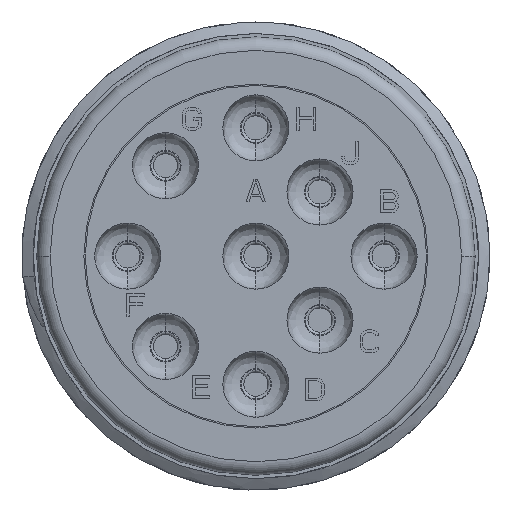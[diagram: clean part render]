
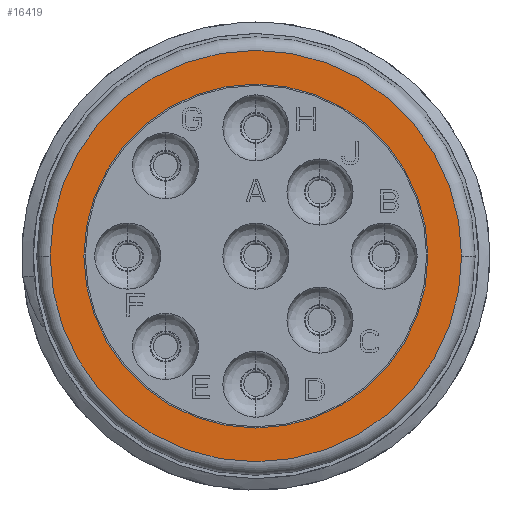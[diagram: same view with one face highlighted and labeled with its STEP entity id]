
A CAD part, left-side view. The second image highlights one B-rep face of the part: STEP entity #16419.
In plain terms, the highlighted planar face has unit normal (-1, 0, 0).
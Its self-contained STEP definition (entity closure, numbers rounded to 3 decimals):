
#4494=CARTESIAN_POINT('',(-2.7,0.,0.));
#4495=DIRECTION('',(-1.,0.,0.));
#4496=DIRECTION('',(0.,1.,0.));
#4497=AXIS2_PLACEMENT_3D('',#4494,#4495,#4496);
#4514=CARTESIAN_POINT('',(-2.7,0.,0.));
#4515=DIRECTION('',(1.,0.,0.));
#4516=DIRECTION('',(0.,1.,0.));
#4517=AXIS2_PLACEMENT_3D('',#4514,#4515,#4516);
#7874=CARTESIAN_POINT('',(-2.7,0.,0.));
#7875=DIRECTION('',(-1.,0.,0.));
#7876=DIRECTION('',(0.,1.,0.));
#7877=AXIS2_PLACEMENT_3D('',#7874,#7875,#7876);
#7883=CARTESIAN_POINT('',(-2.7,0.,0.));
#7884=DIRECTION('',(-1.,0.,0.));
#7885=DIRECTION('',(0.,-1.,0.));
#7886=AXIS2_PLACEMENT_3D('',#7883,#7884,#7885);
#10034=CARTESIAN_POINT('',(-2.7,12.75,0.));
#10035=CARTESIAN_POINT('',(-2.7,-12.75,0.));
#10036=VERTEX_POINT('',#10034);
#10037=VERTEX_POINT('',#10035);
#10038=CARTESIAN_POINT('',(-2.7,15.25,0.));
#10039=CARTESIAN_POINT('',(-2.7,-15.25,0.));
#10040=VERTEX_POINT('',#10038);
#10041=VERTEX_POINT('',#10039);
#16403=CARTESIAN_POINT('',(-2.7,0.,0.));
#16404=DIRECTION('',(1.,0.,0.));
#16405=DIRECTION('',(0.,-1.,0.));
#16406=AXIS2_PLACEMENT_3D('',#16403,#16404,#16405);
#16407=PLANE('',#16406);
#16408=ORIENTED_EDGE('',*,*,#16393,.F.);
#16410=ORIENTED_EDGE('',*,*,#16409,.F.);
#16411=EDGE_LOOP('',(#16408,#16410));
#16412=FACE_OUTER_BOUND('',#16411,.F.);
#16414=ORIENTED_EDGE('',*,*,#16413,.F.);
#16416=ORIENTED_EDGE('',*,*,#16415,.T.);
#16417=EDGE_LOOP('',(#16414,#16416));
#16418=FACE_BOUND('',#16417,.F.);
#16419=ADVANCED_FACE('',(#16412,#16418),#16407,.F.);
#4498=CIRCLE('',#4497,15.25);
#4518=CIRCLE('',#4517,12.75);
#7878=CIRCLE('',#7877,12.75);
#7887=CIRCLE('',#7886,15.25);
#16393=EDGE_CURVE('',#10040,#10041,#4498,.T.);
#16409=EDGE_CURVE('',#10041,#10040,#7887,.T.);
#16413=EDGE_CURVE('',#10036,#10037,#4518,.T.);
#16415=EDGE_CURVE('',#10036,#10037,#7878,.T.);
